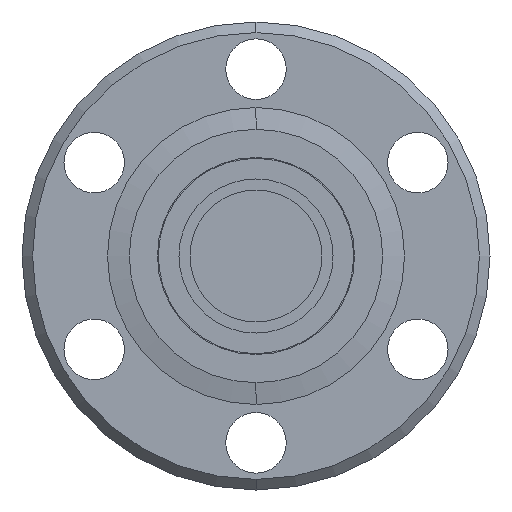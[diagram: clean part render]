
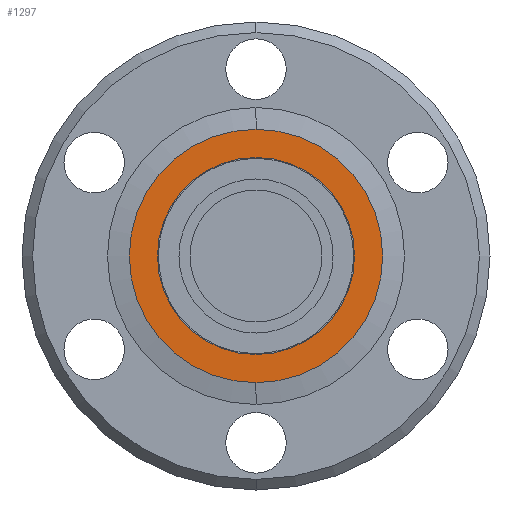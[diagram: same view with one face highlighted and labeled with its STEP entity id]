
A CAD part, front view. The second image highlights one B-rep face of the part: STEP entity #1297.
In plain terms, the highlighted planar face has unit normal (0, -1, 0).
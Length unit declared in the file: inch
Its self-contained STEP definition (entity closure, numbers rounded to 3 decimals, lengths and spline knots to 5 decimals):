
#110 = CARTESIAN_POINT ( 'NONE',  ( 0., -0.0915, -0.36 ) ) ;
#111 = CARTESIAN_POINT ( 'NONE',  ( 0., -0.0915, 0.36 ) ) ;
#116 = CARTESIAN_POINT ( 'NONE',  ( 0., -0.0915, -0.28 ) ) ;
#117 = CARTESIAN_POINT ( 'NONE',  ( 0., -0.0915, 0.28 ) ) ;
#225 = CARTESIAN_POINT ( 'NONE',  ( 0.36, -0.0915, 0. ) ) ;
#232 = PLANE ( 'NONE',  #1219 ) ;
#234 = DIRECTION ( 'NONE',  ( 0., -1., 0. ) ) ;
#235 = DIRECTION ( 'NONE',  ( 0., 0., 1. ) ) ;
#266 = DIRECTION ( 'NONE',  ( 0., 0., 1. ) ) ;
#267 = CARTESIAN_POINT ( 'NONE',  ( 0., -0.0915, 0. ) ) ;
#271 = DIRECTION ( 'NONE',  ( 0., -1., 0. ) ) ;
#389 = CARTESIAN_POINT ( 'NONE',  ( 0., -0.0915, 0. ) ) ;
#390 = DIRECTION ( 'NONE',  ( 0., -1., 0. ) ) ;
#391 = DIRECTION ( 'NONE',  ( 0., 0., 1. ) ) ;
#392 = CARTESIAN_POINT ( 'NONE',  ( 0., -0.0915, 0. ) ) ;
#393 = DIRECTION ( 'NONE',  ( 0., -1., 0. ) ) ;
#394 = DIRECTION ( 'NONE',  ( 0., 0., 1. ) ) ;
#551 = EDGE_CURVE ( 'NONE', #2077, #2078, #963, .T. ) ;
#557 = EDGE_CURVE ( 'NONE', #2083, #2084, #955, .T. ) ;
#745 = CIRCLE ( 'NONE', #1240, 0.36 ) ;
#746 = CIRCLE ( 'NONE', #1239, 0.28 ) ;
#781 = FACE_BOUND ( 'NONE', #1601, .T. ) ;
#784 = FACE_OUTER_BOUND ( 'NONE', #1634, .T. ) ;
#955 = CIRCLE ( 'NONE', #1881, 0.28 ) ;
#963 = CIRCLE ( 'NONE', #1878, 0.36 ) ;
#1219 = AXIS2_PLACEMENT_3D ( 'NONE', #225, #234, #235 ) ;
#1239 = AXIS2_PLACEMENT_3D ( 'NONE', #389, #390, #391 ) ;
#1240 = AXIS2_PLACEMENT_3D ( 'NONE', #392, #393, #394 ) ;
#1297 = ADVANCED_FACE ( 'NONE', ( #784, #781 ), #232, .T. ) ;
#1519 = EDGE_CURVE ( 'NONE', #2084, #2083, #746, .T. ) ;
#1520 = EDGE_CURVE ( 'NONE', #2078, #2077, #745, .T. ) ;
#1601 = EDGE_LOOP ( 'NONE', ( #1730, #1731 ) ) ;
#1634 = EDGE_LOOP ( 'NONE', ( #1728, #1729 ) ) ;
#1728 = ORIENTED_EDGE ( 'NONE', *, *, #1520, .T. ) ;
#1729 = ORIENTED_EDGE ( 'NONE', *, *, #551, .T. ) ;
#1730 = ORIENTED_EDGE ( 'NONE', *, *, #1519, .F. ) ;
#1731 = ORIENTED_EDGE ( 'NONE', *, *, #557, .F. ) ;
#1878 = AXIS2_PLACEMENT_3D ( 'NONE', #267, #271, #266 ) ;
#1881 = AXIS2_PLACEMENT_3D ( 'NONE', #1952, #1951, #1950 ) ;
#1950 = DIRECTION ( 'NONE',  ( 0., 0., 1. ) ) ;
#1951 = DIRECTION ( 'NONE',  ( 0., -1., 0. ) ) ;
#1952 = CARTESIAN_POINT ( 'NONE',  ( 0., -0.0915, 0. ) ) ;
#2077 = VERTEX_POINT ( 'NONE', #110 ) ;
#2078 = VERTEX_POINT ( 'NONE', #111 ) ;
#2083 = VERTEX_POINT ( 'NONE', #116 ) ;
#2084 = VERTEX_POINT ( 'NONE', #117 ) ;
